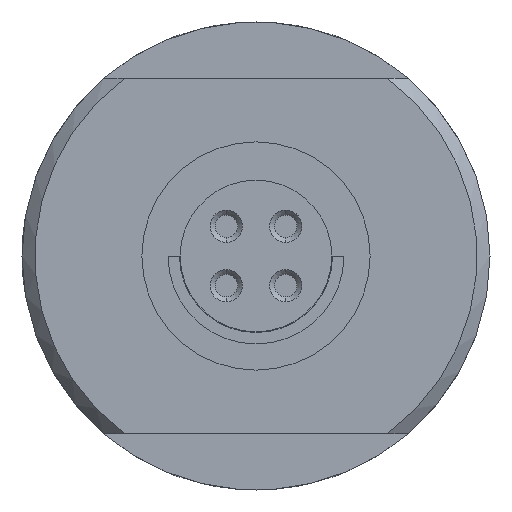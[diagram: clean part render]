
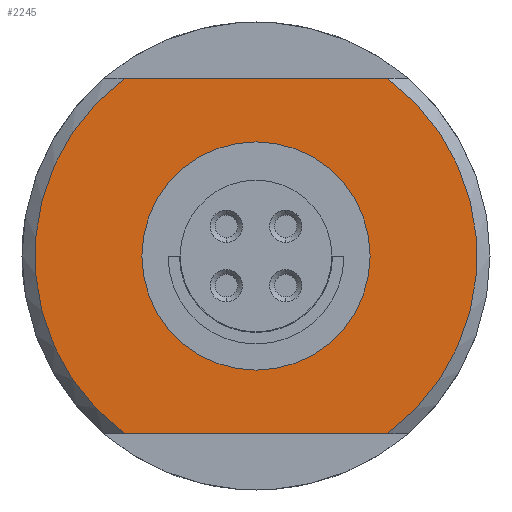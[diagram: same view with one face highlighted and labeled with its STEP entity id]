
A CAD part, left-side view. The second image highlights one B-rep face of the part: STEP entity #2245.
In plain terms, the highlighted planar face has unit normal (-1, 0, 0).
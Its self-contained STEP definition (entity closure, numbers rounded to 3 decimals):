
#126=CARTESIAN_POINT('',(-10.3,0.,0.));
#127=DIRECTION('',(-1.,0.,0.));
#128=DIRECTION('',(0.,1.,0.));
#129=AXIS2_PLACEMENT_3D('',#126,#127,#128);
#134=CARTESIAN_POINT('',(-10.3,0.,0.));
#135=DIRECTION('',(1.,0.,0.));
#136=DIRECTION('',(0.,1.,0.));
#137=AXIS2_PLACEMENT_3D('',#134,#135,#136);
#142=DIRECTION('',(0.,1.,0.));
#143=VECTOR('',#142,8.166);
#144=CARTESIAN_POINT('',(-10.3,-4.083,5.5));
#145=LINE('',#144,#143);
#149=DIRECTION('',(0.,-1.,0.));
#150=VECTOR('',#149,8.166);
#151=CARTESIAN_POINT('',(-10.3,4.083,-5.5));
#152=LINE('',#151,#150);
#311=CARTESIAN_POINT('',(-10.3,0.,0.));
#312=DIRECTION('',(-1.,0.,0.));
#313=DIRECTION('',(0.,0.596,0.803));
#314=AXIS2_PLACEMENT_3D('',#311,#312,#313);
#350=CARTESIAN_POINT('',(-10.3,4.083,5.5));
#381=CARTESIAN_POINT('',(-10.3,0.,0.));
#382=DIRECTION('',(-1.,0.,0.));
#383=DIRECTION('',(0.,-0.596,-0.803));
#384=AXIS2_PLACEMENT_3D('',#381,#382,#383);
#389=CARTESIAN_POINT('',(-10.3,-4.083,5.5));
#2067=CARTESIAN_POINT('',(-10.3,3.535,0.));
#2069=VERTEX_POINT('',#2067);
#2079=CARTESIAN_POINT('',(-10.3,-3.535,0.));
#2081=VERTEX_POINT('',#2079);
#2119=VERTEX_POINT('',#350);
#2120=VERTEX_POINT('',#389);
#2121=CARTESIAN_POINT('',(-10.3,4.083,-5.5));
#2122=CARTESIAN_POINT('',(-10.3,-4.083,-5.5));
#2123=VERTEX_POINT('',#2121);
#2124=VERTEX_POINT('',#2122);
#2226=CARTESIAN_POINT('',(-10.3,0.,0.));
#2227=DIRECTION('',(1.,0.,0.));
#2228=DIRECTION('',(0.,-1.,0.));
#2229=AXIS2_PLACEMENT_3D('',#2226,#2227,#2228);
#2230=PLANE('',#2229);
#2232=ORIENTED_EDGE('',*,*,#2231,.F.);
#2234=ORIENTED_EDGE('',*,*,#2233,.F.);
#2236=ORIENTED_EDGE('',*,*,#2235,.F.);
#2238=ORIENTED_EDGE('',*,*,#2237,.F.);
#2239=EDGE_LOOP('',(#2232,#2234,#2236,#2238));
#2240=FACE_OUTER_BOUND('',#2239,.F.);
#2241=ORIENTED_EDGE('',*,*,#2212,.F.);
#2242=ORIENTED_EDGE('',*,*,#2194,.T.);
#2243=EDGE_LOOP('',(#2241,#2242));
#2244=FACE_BOUND('',#2243,.F.);
#130=CIRCLE('',#129,3.535);
#138=CIRCLE('',#137,3.535);
#315=CIRCLE('',#314,6.85);
#385=CIRCLE('',#384,6.85);
#2194=EDGE_CURVE('',#2069,#2081,#130,.T.);
#2212=EDGE_CURVE('',#2069,#2081,#138,.T.);
#2231=EDGE_CURVE('',#2120,#2119,#145,.T.);
#2233=EDGE_CURVE('',#2124,#2120,#385,.T.);
#2235=EDGE_CURVE('',#2123,#2124,#152,.T.);
#2237=EDGE_CURVE('',#2119,#2123,#315,.T.);
#2245=ADVANCED_FACE('',(#2240,#2244),#2230,.F.);
